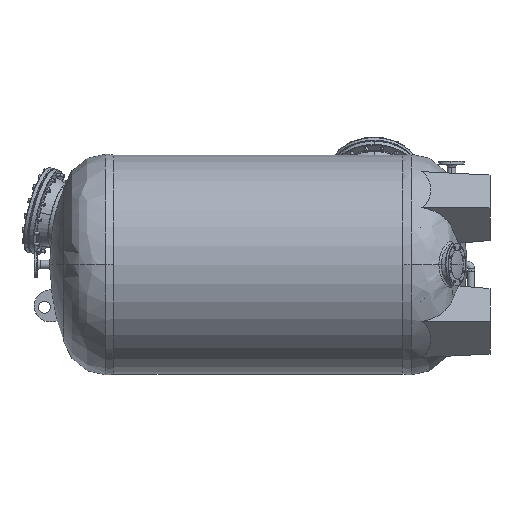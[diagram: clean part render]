
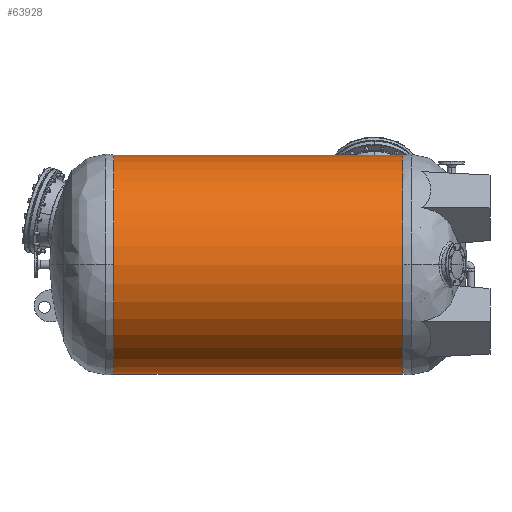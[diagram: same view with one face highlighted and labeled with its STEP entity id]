
A CAD part, left-side view. The second image highlights one B-rep face of the part: STEP entity #63928.
In plain terms, the highlighted cylindrical face has radius 709 mm (diameter 1418 mm), a partial arc.
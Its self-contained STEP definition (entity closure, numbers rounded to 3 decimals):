
#1332 = DIRECTION ( 'NONE',  ( 0., 0., 1. ) ) ;
#1680 = LINE ( 'NONE', #7174, #35504 ) ;
#2699 = EDGE_CURVE ( 'NONE', #14517, #25252, #1680, .T. ) ;
#3731 = DIRECTION ( 'NONE',  ( 0., 1., 0. ) ) ;
#4387 = DIRECTION ( 'NONE',  ( 0., 0., 1. ) ) ;
#6055 = DIRECTION ( 'NONE',  ( 0., 1., 0. ) ) ;
#6743 = DIRECTION ( 'NONE',  ( 0., 1., 0. ) ) ;
#6875 = EDGE_CURVE ( 'NONE', #19939, #61931, #23842, .T. ) ;
#7174 = CARTESIAN_POINT ( 'NONE',  ( 0., 0., 709. ) ) ;
#9640 = EDGE_LOOP ( 'NONE', ( #19514, #32946, #59602, #19210, #39263, #37909 ) ) ;
#13285 = EDGE_CURVE ( 'NONE', #44584, #29603, #32073, .T. ) ;
#14517 = VERTEX_POINT ( 'NONE', #61319 ) ;
#15927 = DIRECTION ( 'NONE',  ( 0., -1., 0. ) ) ;
#16108 = DIRECTION ( 'NONE',  ( 0., 1., 0. ) ) ;
#17007 = CARTESIAN_POINT ( 'NONE',  ( -709., 2274.531, 0. ) ) ;
#17078 = AXIS2_PLACEMENT_3D ( 'NONE', #20146, #45876, #51333 ) ;
#17231 = VECTOR ( 'NONE', #6055, 1000. ) ;
#17685 = LINE ( 'NONE', #22571, #17231 ) ;
#19210 = ORIENTED_EDGE ( 'NONE', *, *, #2699, .T. ) ;
#19514 = ORIENTED_EDGE ( 'NONE', *, *, #34223, .F. ) ;
#19939 = VERTEX_POINT ( 'NONE', #17007 ) ;
#20146 = CARTESIAN_POINT ( 'NONE',  ( 0., 0., 0. ) ) ;
#20435 = CARTESIAN_POINT ( 'NONE',  ( 0., 2274.531, 0. ) ) ;
#22571 = CARTESIAN_POINT ( 'NONE',  ( 0., 0., -709. ) ) ;
#23842 = CIRCLE ( 'NONE', #41328, 709. ) ;
#25252 = VERTEX_POINT ( 'NONE', #25289 ) ;
#25289 = CARTESIAN_POINT ( 'NONE',  ( 0., 2274.531, 709. ) ) ;
#27450 = CARTESIAN_POINT ( 'NONE',  ( 0., 2274.531, 0. ) ) ;
#29603 = VERTEX_POINT ( 'NONE', #57086 ) ;
#31908 = DIRECTION ( 'NONE',  ( 0., -1., 0. ) ) ;
#32073 = CIRCLE ( 'NONE', #56142, 709. ) ;
#32946 = ORIENTED_EDGE ( 'NONE', *, *, #13285, .T. ) ;
#33335 = CIRCLE ( 'NONE', #42089, 709. ) ;
#34223 = EDGE_CURVE ( 'NONE', #44584, #61931, #17685, .T. ) ;
#35504 = VECTOR ( 'NONE', #16108, 1000. ) ;
#36555 = DIRECTION ( 'NONE',  ( 0., 0., 1. ) ) ;
#37909 = ORIENTED_EDGE ( 'NONE', *, *, #6875, .T. ) ;
#39263 = ORIENTED_EDGE ( 'NONE', *, *, #49236, .T. ) ;
#41328 = AXIS2_PLACEMENT_3D ( 'NONE', #27450, #31908, #1332 ) ;
#42089 = AXIS2_PLACEMENT_3D ( 'NONE', #50376, #3731, #4387 ) ;
#43818 = CARTESIAN_POINT ( 'NONE',  ( 0., 403.469, 0. ) ) ;
#44399 = EDGE_CURVE ( 'NONE', #29603, #14517, #33335, .T. ) ;
#44584 = VERTEX_POINT ( 'NONE', #46933 ) ;
#45876 = DIRECTION ( 'NONE',  ( 0., 1., 0. ) ) ;
#46933 = CARTESIAN_POINT ( 'NONE',  ( 0., 403.469, -709. ) ) ;
#49236 = EDGE_CURVE ( 'NONE', #25252, #19939, #61750, .T. ) ;
#50376 = CARTESIAN_POINT ( 'NONE',  ( 0., 403.469, 0. ) ) ;
#51006 = CYLINDRICAL_SURFACE ( 'NONE', #17078, 709. ) ;
#51333 = DIRECTION ( 'NONE',  ( 0., 0., 1. ) ) ;
#53455 = CARTESIAN_POINT ( 'NONE',  ( 0., 2274.531, -709. ) ) ;
#55460 = FACE_OUTER_BOUND ( 'NONE', #9640, .T. ) ;
#56142 = AXIS2_PLACEMENT_3D ( 'NONE', #43818, #6743, #64642 ) ;
#57086 = CARTESIAN_POINT ( 'NONE',  ( -709., 403.469, 0. ) ) ;
#57379 = AXIS2_PLACEMENT_3D ( 'NONE', #20435, #15927, #36555 ) ;
#59602 = ORIENTED_EDGE ( 'NONE', *, *, #44399, .T. ) ;
#61319 = CARTESIAN_POINT ( 'NONE',  ( 0., 403.469, 709. ) ) ;
#61750 = CIRCLE ( 'NONE', #57379, 709. ) ;
#61931 = VERTEX_POINT ( 'NONE', #53455 ) ;
#63928 = ADVANCED_FACE ( 'NONE', ( #55460 ), #51006, .T. ) ;
#64642 = DIRECTION ( 'NONE',  ( 0., 0., 1. ) ) ;
